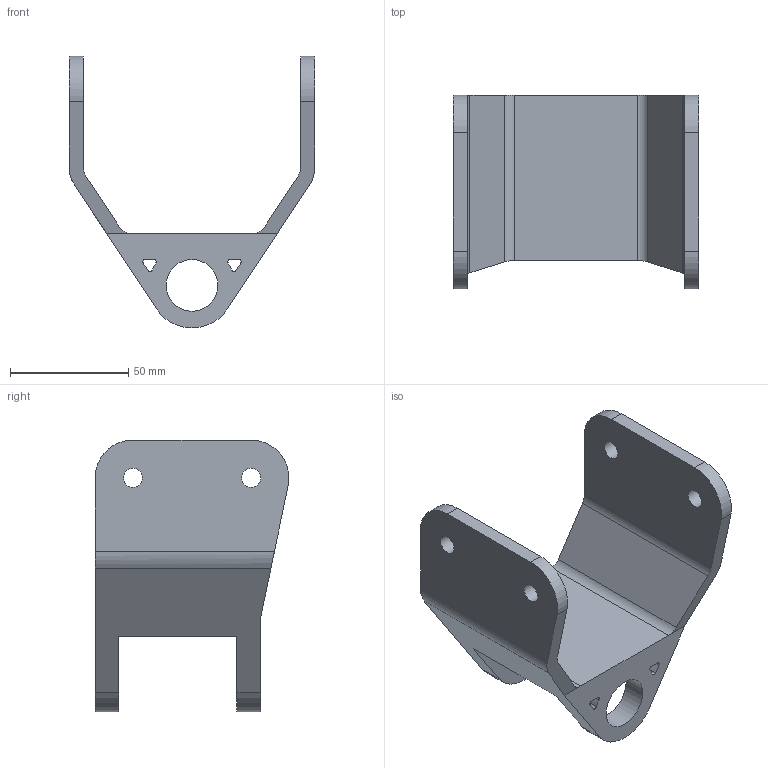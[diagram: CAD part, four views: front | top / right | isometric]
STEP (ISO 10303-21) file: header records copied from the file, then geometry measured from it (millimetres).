
FILE_DESCRIPTION(('FreeCAD Model'),'2;1');
FILE_NAME( 'upper arm post jonction.step', '2020-07-13T19:02:12',('Author'),(''), 'Open CASCADE STEP processor 7.2','FreeCAD','Unknown');
FILE_SCHEMA(('AUTOMOTIVE_DESIGN { 1 0 10303 214 1 1 1 1 }'));
Length unit declared in the file: millimetre
Products named in the file (1): Upper_arm/post_jonction
Bounding box: 104 x 81.98 x 115 mm (x, y, z)
Volume: 125961.1 mm3; surface area: 43931.8 mm2
Topology: 1 solids, 1 shells, 62 faces, 178 edges, 118 vertices
Faces by surface type: cylinder 36, plane 26
Full cylindrical faces by diameter (mm): 8 x4, 21.9 x2
Entity records: 4857 total; most frequent: CARTESIAN_POINT 971, DIRECTION 613, ORIENTED_EDGE 356, PCURVE 356, DEFINITIONAL_REPRESENTATION 356, LINE 290, VECTOR 290, EDGE_CURVE 178
